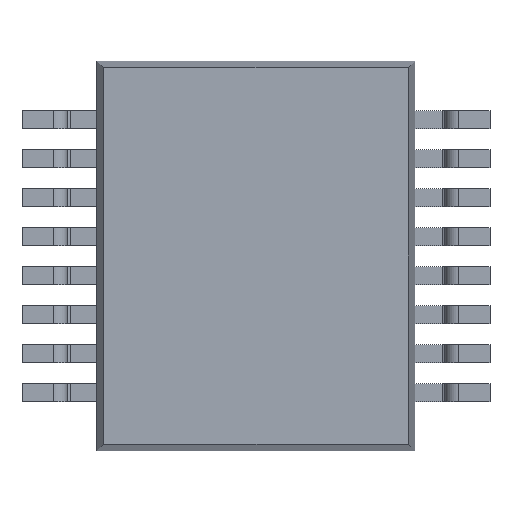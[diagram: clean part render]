
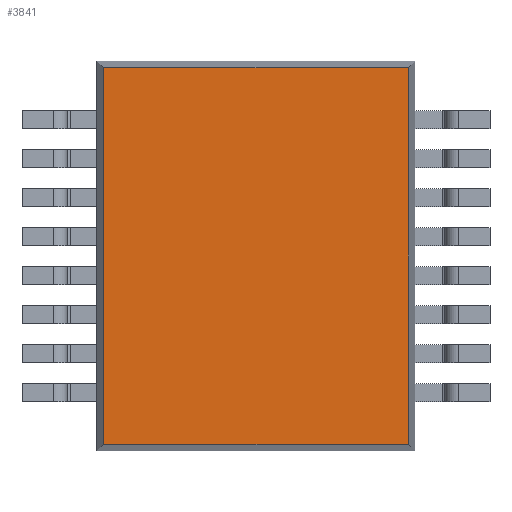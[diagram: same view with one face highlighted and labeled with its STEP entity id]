
A CAD part, front view. The second image highlights one B-rep face of the part: STEP entity #3841.
In plain terms, the highlighted planar face has unit normal (0, -1, 0).
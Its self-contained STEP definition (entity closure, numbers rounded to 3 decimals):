
#23 = CARTESIAN_POINT ( 'NONE',  ( 2.536, 0.2, -3.136 ) ) ;
#48 = EDGE_CURVE ( 'NONE', #4598, #6829, #3518, .T. ) ;
#473 = PLANE ( 'NONE',  #5967 ) ;
#730 = DIRECTION ( 'NONE',  ( 0., 0., 1. ) ) ;
#1012 = VECTOR ( 'NONE', #730, 1000. ) ;
#1445 = ORIENTED_EDGE ( 'NONE', *, *, #1538, .T. ) ;
#1538 = EDGE_CURVE ( 'NONE', #6829, #5195, #6972, .T. ) ;
#1567 = DIRECTION ( 'NONE',  ( 0., 0., -1. ) ) ;
#2059 = EDGE_CURVE ( 'NONE', #5195, #6973, #3223, .T. ) ;
#2462 = CARTESIAN_POINT ( 'NONE',  ( 2.65, 0.2, 3.136 ) ) ;
#2569 = LINE ( 'NONE', #2462, #3378 ) ;
#2747 = EDGE_CURVE ( 'NONE', #6973, #4598, #2569, .T. ) ;
#3124 = CARTESIAN_POINT ( 'NONE',  ( -2.536, 0.2, 3.25 ) ) ;
#3223 = LINE ( 'NONE', #3591, #1012 ) ;
#3279 = DIRECTION ( 'NONE',  ( 0., -1., 0. ) ) ;
#3378 = VECTOR ( 'NONE', #5886, 1000. ) ;
#3518 = LINE ( 'NONE', #3124, #4339 ) ;
#3586 = VECTOR ( 'NONE', #7051, 1000. ) ;
#3591 = CARTESIAN_POINT ( 'NONE',  ( 2.536, 0.2, -3.25 ) ) ;
#3838 = EDGE_LOOP ( 'NONE', ( #1445, #6455, #7101, #6428 ) ) ;
#3841 = ADVANCED_FACE ( 'NONE', ( #5208 ), #473, .T. ) ;
#4339 = VECTOR ( 'NONE', #5435, 1000. ) ;
#4598 = VERTEX_POINT ( 'NONE', #6930 ) ;
#5195 = VERTEX_POINT ( 'NONE', #23 ) ;
#5208 = FACE_OUTER_BOUND ( 'NONE', #3838, .T. ) ;
#5285 = CARTESIAN_POINT ( 'NONE',  ( -2.65, 0.2, -3.136 ) ) ;
#5435 = DIRECTION ( 'NONE',  ( 0., 0., -1. ) ) ;
#5886 = DIRECTION ( 'NONE',  ( -1., 0., 0. ) ) ;
#5967 = AXIS2_PLACEMENT_3D ( 'NONE', #6125, #3279, #1567 ) ;
#6125 = CARTESIAN_POINT ( 'NONE',  ( 0., 0.2, 0. ) ) ;
#6428 = ORIENTED_EDGE ( 'NONE', *, *, #48, .T. ) ;
#6455 = ORIENTED_EDGE ( 'NONE', *, *, #2059, .T. ) ;
#6477 = CARTESIAN_POINT ( 'NONE',  ( -2.536, 0.2, -3.136 ) ) ;
#6829 = VERTEX_POINT ( 'NONE', #6477 ) ;
#6930 = CARTESIAN_POINT ( 'NONE',  ( -2.536, 0.2, 3.136 ) ) ;
#6972 = LINE ( 'NONE', #5285, #3586 ) ;
#6973 = VERTEX_POINT ( 'NONE', #7149 ) ;
#7051 = DIRECTION ( 'NONE',  ( 1., 0., 0. ) ) ;
#7101 = ORIENTED_EDGE ( 'NONE', *, *, #2747, .T. ) ;
#7149 = CARTESIAN_POINT ( 'NONE',  ( 2.536, 0.2, 3.136 ) ) ;
